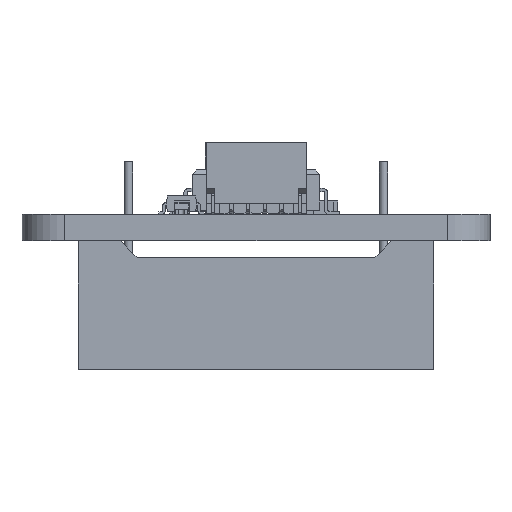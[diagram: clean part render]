
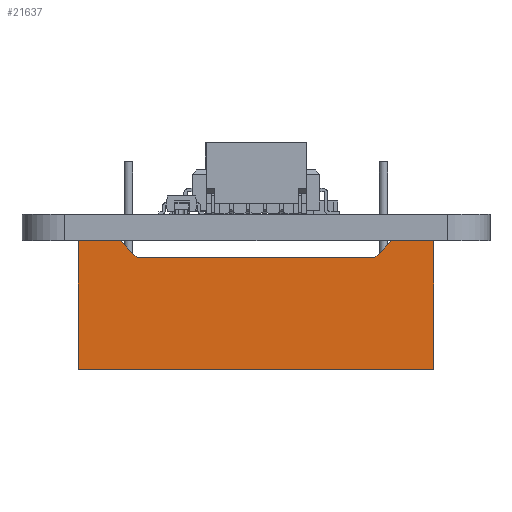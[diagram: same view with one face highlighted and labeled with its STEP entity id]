
A CAD part, left-side view. The second image highlights one B-rep face of the part: STEP entity #21637.
In plain terms, the highlighted face is planar.
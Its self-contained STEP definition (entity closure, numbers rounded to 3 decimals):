
#715=PLANE('',#23304);
#1764=FACE_OUTER_BOUND('',#3096,.T.);
#3096=EDGE_LOOP('',(#17181,#17182,#17183,#17184,#17185,#17186,#17187,#17188));
#4774=LINE('',#32843,#7223);
#4801=LINE('',#32933,#7250);
#4802=LINE('',#32937,#7251);
#4816=LINE('',#32962,#7265);
#4817=LINE('',#32964,#7266);
#4818=LINE('',#32965,#7267);
#4819=LINE('',#32967,#7268);
#4820=LINE('',#32968,#7269);
#7223=VECTOR('',#27005,14.2);
#7250=VECTOR('',#27074,2.5);
#7251=VECTOR('',#27077,2.5);
#7265=VECTOR('',#27095,7.7);
#7266=VECTOR('',#27098,1.414);
#7267=VECTOR('',#27099,1.414);
#7268=VECTOR('',#27100,21.2);
#7269=VECTOR('',#27101,7.7);
#10136=VERTEX_POINT('',#32840);
#10137=VERTEX_POINT('',#32842);
#10175=VERTEX_POINT('',#32923);
#10179=VERTEX_POINT('',#32931);
#10180=VERTEX_POINT('',#32935);
#10181=VERTEX_POINT('',#32936);
#10190=VERTEX_POINT('',#32960);
#10191=VERTEX_POINT('',#32966);
#12628=EDGE_CURVE('',#10136,#10137,#4774,.T.);
#12673=EDGE_CURVE('',#10175,#10179,#4801,.T.);
#12674=EDGE_CURVE('',#10180,#10181,#4802,.T.);
#12688=EDGE_CURVE('',#10181,#10190,#4816,.T.);
#12689=EDGE_CURVE('',#10137,#10179,#4817,.F.);
#12690=EDGE_CURVE('',#10136,#10180,#4818,.T.);
#12691=EDGE_CURVE('',#10191,#10190,#4819,.T.);
#12692=EDGE_CURVE('',#10175,#10191,#4820,.T.);
#17181=ORIENTED_EDGE('',*,*,#12689,.F.);
#17182=ORIENTED_EDGE('',*,*,#12628,.F.);
#17183=ORIENTED_EDGE('',*,*,#12690,.T.);
#17184=ORIENTED_EDGE('',*,*,#12674,.T.);
#17185=ORIENTED_EDGE('',*,*,#12688,.T.);
#17186=ORIENTED_EDGE('',*,*,#12691,.F.);
#17187=ORIENTED_EDGE('',*,*,#12692,.F.);
#17188=ORIENTED_EDGE('',*,*,#12673,.T.);
#21637=ADVANCED_FACE('',(#1764),#715,.T.);
#23304=AXIS2_PLACEMENT_3D('',#32963,#27096,#27097);
#27005=DIRECTION('',(0.,-1.,0.));
#27074=DIRECTION('',(0.,1.,0.));
#27077=DIRECTION('',(0.,1.,0.));
#27095=DIRECTION('',(0.,0.,1.));
#27096=DIRECTION('center_axis',(1.,0.,0.));
#27097=DIRECTION('ref_axis',(0.,1.,0.));
#27098=DIRECTION('',(0.,0.707,0.707));
#27099=DIRECTION('',(0.,0.707,-0.707));
#27100=DIRECTION('',(0.,1.,0.));
#27101=DIRECTION('',(0.,0.,1.));
#32840=CARTESIAN_POINT('',(12.55,7.1,1.));
#32842=CARTESIAN_POINT('',(12.55,-7.1,1.));
#32843=CARTESIAN_POINT('',(12.55,7.1,1.));
#32923=CARTESIAN_POINT('',(12.55,-10.6,0.));
#32931=CARTESIAN_POINT('',(12.55,-8.1,0.));
#32933=CARTESIAN_POINT('',(12.55,-10.6,0.));
#32935=CARTESIAN_POINT('',(12.55,8.1,0.));
#32936=CARTESIAN_POINT('',(12.55,10.6,0.));
#32937=CARTESIAN_POINT('',(12.55,8.1,0.));
#32960=CARTESIAN_POINT('',(12.55,10.6,7.7));
#32962=CARTESIAN_POINT('',(12.55,10.6,0.));
#32963=CARTESIAN_POINT('Origin',(12.55,-10.6,0.));
#32964=CARTESIAN_POINT('',(12.55,-8.1,0.));
#32965=CARTESIAN_POINT('',(12.55,7.1,1.));
#32966=CARTESIAN_POINT('',(12.55,-10.6,7.7));
#32967=CARTESIAN_POINT('',(12.55,-10.6,7.7));
#32968=CARTESIAN_POINT('',(12.55,-10.6,0.));
